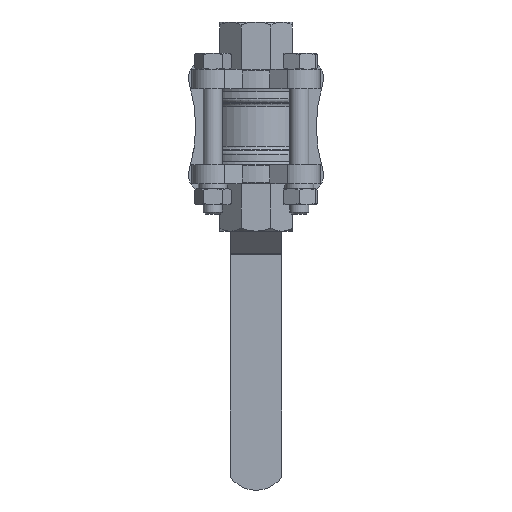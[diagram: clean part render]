
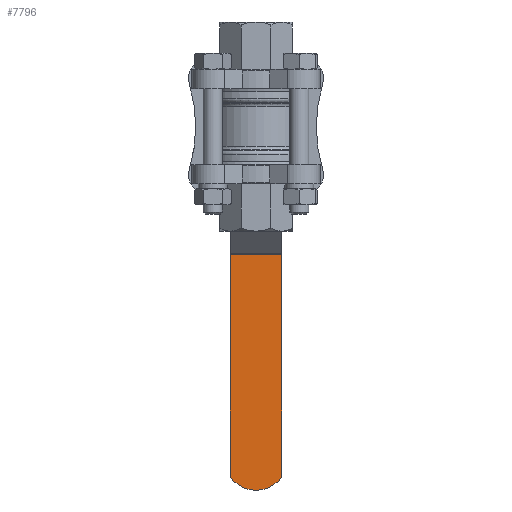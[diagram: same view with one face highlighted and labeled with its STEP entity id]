
A CAD part, front view. The second image highlights one B-rep face of the part: STEP entity #7796.
In plain terms, the highlighted planar face has unit normal (0, -1, 0).
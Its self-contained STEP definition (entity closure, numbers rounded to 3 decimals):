
#427=LINE('',#14185,#836);
#428=LINE('',#14188,#837);
#429=LINE('',#14192,#838);
#836=VECTOR('',#10699,1000.);
#837=VECTOR('',#10700,1000.);
#838=VECTOR('',#10703,1000.);
#1177=PLANE('',#8675);
#1570=CIRCLE('',#8676,10.);
#3663=ORIENTED_EDGE('',*,*,#4912,.T.);
#3664=ORIENTED_EDGE('',*,*,#4913,.T.);
#3665=ORIENTED_EDGE('',*,*,#4914,.T.);
#3666=ORIENTED_EDGE('',*,*,#4915,.T.);
#4912=EDGE_CURVE('',#5686,#5687,#427,.T.);
#4913=EDGE_CURVE('',#5687,#5688,#428,.T.);
#4914=EDGE_CURVE('',#5688,#5689,#1570,.F.);
#4915=EDGE_CURVE('',#5689,#5686,#429,.T.);
#5686=VERTEX_POINT('',#14186);
#5687=VERTEX_POINT('',#14187);
#5688=VERTEX_POINT('',#14189);
#5689=VERTEX_POINT('',#14191);
#6604=EDGE_LOOP('',(#3663,#3664,#3665,#3666));
#7185=FACE_BOUND('',#6604,.T.);
#7796=ADVANCED_FACE('',(#7185),#1177,.F.);
#8675=AXIS2_PLACEMENT_3D('',#14184,#10697,#10698);
#8676=AXIS2_PLACEMENT_3D('',#14190,#10701,#10702);
#10697=DIRECTION('',(0.,1.,0.));
#10698=DIRECTION('',(0.,0.,1.));
#10699=DIRECTION('',(-1.,0.,0.));
#10700=DIRECTION('',(0.,0.,-1.));
#10701=DIRECTION('',(0.,1.,0.));
#10702=DIRECTION('',(0.,0.,1.));
#10703=DIRECTION('',(0.,0.,1.));
#14184=CARTESIAN_POINT('',(9.5,21.5,-39.536));
#14185=CARTESIAN_POINT('',(9.5,21.5,-39.743));
#14186=CARTESIAN_POINT('',(8.,21.5,-39.743));
#14187=CARTESIAN_POINT('',(-8.,21.5,-39.743));
#14188=CARTESIAN_POINT('',(-8.,21.5,-39.536));
#14189=CARTESIAN_POINT('',(-8.,21.5,-109.));
#14190=CARTESIAN_POINT('',(0.,21.5,-103.));
#14191=CARTESIAN_POINT('',(8.,21.5,-109.));
#14192=CARTESIAN_POINT('',(8.,21.5,-39.536));
